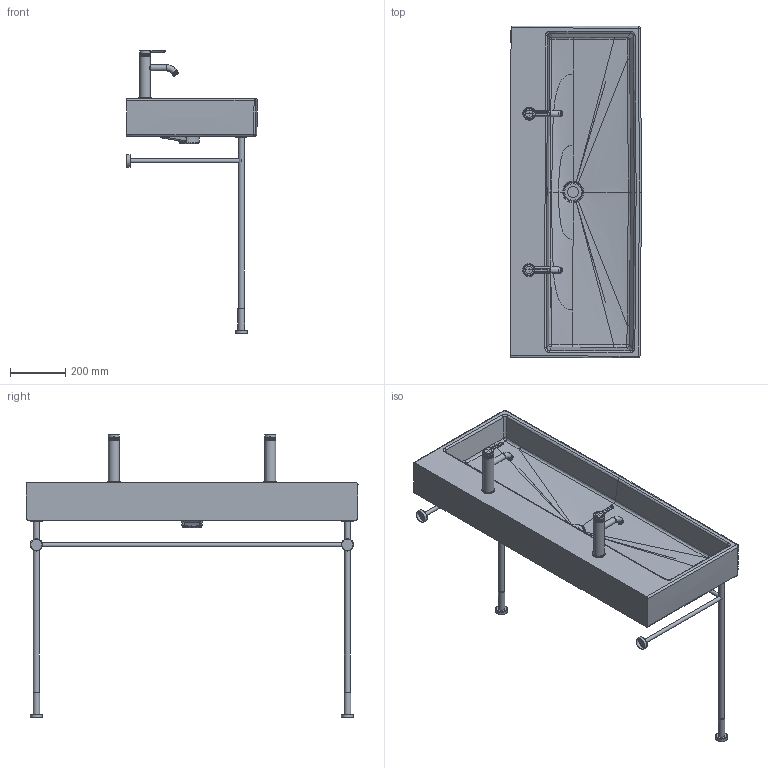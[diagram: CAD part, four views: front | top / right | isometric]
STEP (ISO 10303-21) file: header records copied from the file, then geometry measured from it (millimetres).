
FILE_DESCRIPTION((''),'2;1');
FILE_NAME('235012_2_003074.stp','2017-07-04T14:46:06',('Administrator'),(''),'Autodesk Inventor 2011','Autodesk Inventor 2011','');
FILE_SCHEMA(('CONFIG_CONTROL_DESIGN'));
Length unit declared in the file: millimetre
Products named in the file (16): 235012_2_003074; 235012_2; Kelch_Stopfen VERO AIR Bgr; Armatur C1 WT; 509115_ASM; 615832; 615833; 636748; 615729; 615737; Chromgestell 003074; Rohr stehend 715; Rohr quer 1125; Rohr Wand; Rosette Wand
Assembly tree (19 placements, depth 5):
  235012_2_003074
    235012_2
      235012_2
      Kelch_Stopfen VERO AIR Bgr
      Armatur C1 WT  x2
        509115_ASM
          615832
          615833
        636748
        615729
        615737
    Chromgestell 003074
      Rohr stehend 715  x2
      Rohr quer 1125
      Rohr Wand  x2
      Rosette Wand  x2
Bounding box: 472.63 x 1200.45 x 1025.45 mm (x, y, z)
Volume: 23379924.9 mm3; surface area: 2414975.8 mm2
Topology: 20 solids, 26 shells, 659 faces, 1492 edges, 895 vertices
Faces by surface type: bspline 250, plane 171, cylinder 151, torus 36, cone 27, sphere 24
Full cylindrical faces by diameter (mm): 6 x2, 14 x3, 16 x2, 16.5 x4, 17.3 x2, 17.55 x2, 18.5 x4, 18.75 x2, 21 x2, 22 x4, 24 x2, 25 x1, 27.189 x2, 30.452 x1, 34 x2, 34.5 x2, 35 x3, 35.4 x2, 35.5 x2, 36.324 x1, 36.9 x8, 37.3 x2, 37.6 x2, 40 x4, 41 x4, 42.5 x2, 42.668 x1, 43 x2, 45 x2, 45.096 x1
Entity records: 109529 total; most frequent: CARTESIAN_POINT 98882, ORIENTED_EDGE 2078, DIRECTION 1742, EDGE_CURVE 1039, AXIS2_PLACEMENT_3D 763, VERTEX_POINT 655, EDGE_LOOP 616, FACE_OUTER_BOUND 504
